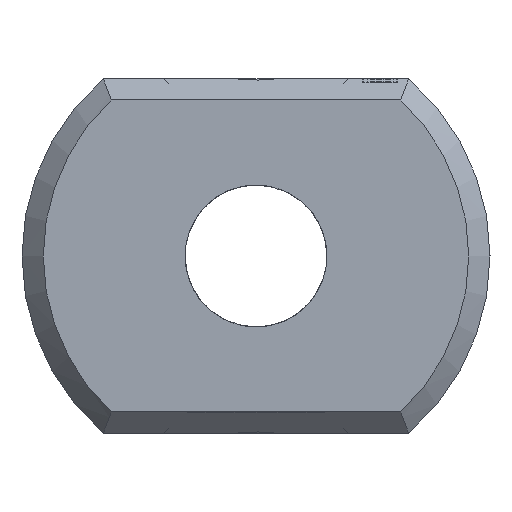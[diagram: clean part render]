
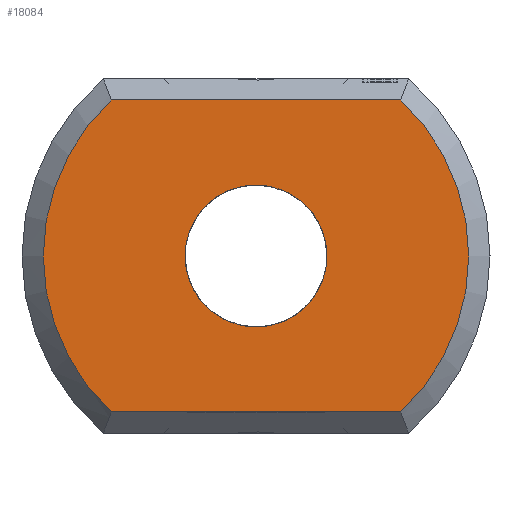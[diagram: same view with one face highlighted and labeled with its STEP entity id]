
A CAD part, left-side view. The second image highlights one B-rep face of the part: STEP entity #18084.
In plain terms, the highlighted planar face has unit normal (-1, 0, 0).
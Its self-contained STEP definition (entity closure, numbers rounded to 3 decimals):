
#4438 = VERTEX_POINT('',#4439);
#4439 = CARTESIAN_POINT('',(0.,-2.04,2.2));
#4448 = VERTEX_POINT('',#4449);
#4449 = CARTESIAN_POINT('',(0.,-2.04,-2.2));
#4456 = EDGE_CURVE('',#4438,#4448,#4457,.T.);
#4457 = CIRCLE('',#4458,3.);
#4458 = AXIS2_PLACEMENT_3D('',#4459,#4460,#4461);
#4459 = CARTESIAN_POINT('',(0.,0.,0.));
#4460 = DIRECTION('',(1.,0.,0.));
#4461 = DIRECTION('',(0.,-0.653,0.758)
  );
#5778 = VERTEX_POINT('',#5779);
#5779 = CARTESIAN_POINT('',(0.,2.04,2.2));
#5786 = EDGE_CURVE('',#4438,#5778,#5787,.T.);
#5787 = LINE('',#5788,#5789);
#5788 = CARTESIAN_POINT('',(0.,-2.154,2.2));
#5789 = VECTOR('',#5790,1.);
#5790 = DIRECTION('',(0.,1.,0.));
#18084 = ADVANCED_FACE('',(#18085,#18104),#18115,.F.);
#18085 = FACE_BOUND('',#18086,.F.);
#18086 = EDGE_LOOP('',(#18087,#18096,#18097,#18098));
#18087 = ORIENTED_EDGE('',*,*,#18088,.T.);
#18088 = EDGE_CURVE('',#18089,#5778,#18091,.T.);
#18089 = VERTEX_POINT('',#18090);
#18090 = CARTESIAN_POINT('',(0.,2.04,-2.2));
#18091 = CIRCLE('',#18092,3.);
#18092 = AXIS2_PLACEMENT_3D('',#18093,#18094,#18095);
#18093 = CARTESIAN_POINT('',(0.,0.,0.));
#18094 = DIRECTION('',(1.,0.,0.));
#18095 = DIRECTION('',(0.,0.653,-0.758)
  );
#18096 = ORIENTED_EDGE('',*,*,#5786,.F.);
#18097 = ORIENTED_EDGE('',*,*,#4456,.T.);
#18098 = ORIENTED_EDGE('',*,*,#18099,.T.);
#18099 = EDGE_CURVE('',#4448,#18089,#18100,.T.);
#18100 = LINE('',#18101,#18102);
#18101 = CARTESIAN_POINT('',(0.,-2.154,-2.2));
#18102 = VECTOR('',#18103,1.);
#18103 = DIRECTION('',(0.,1.,0.));
#18104 = FACE_BOUND('',#18105,.T.);
#18105 = EDGE_LOOP('',(#18106));
#18106 = ORIENTED_EDGE('',*,*,#18107,.T.);
#18107 = EDGE_CURVE('',#18108,#18108,#18110,.T.);
#18108 = VERTEX_POINT('',#18109);
#18109 = CARTESIAN_POINT('',(0.,1.,0.)
  );
#18110 = CIRCLE('',#18111,1.);
#18111 = AXIS2_PLACEMENT_3D('',#18112,#18113,#18114);
#18112 = CARTESIAN_POINT('',(0.,0.,0.));
#18113 = DIRECTION('',(1.,0.,0.));
#18114 = DIRECTION('',(0.,1.,0.));
#18115 = PLANE('',#18116);
#18116 = AXIS2_PLACEMENT_3D('',#18117,#18118,#18119);
#18117 = CARTESIAN_POINT('',(0.,0.,0.));
#18118 = DIRECTION('',(1.,0.,0.));
#18119 = DIRECTION('',(0.,0.,1.));
